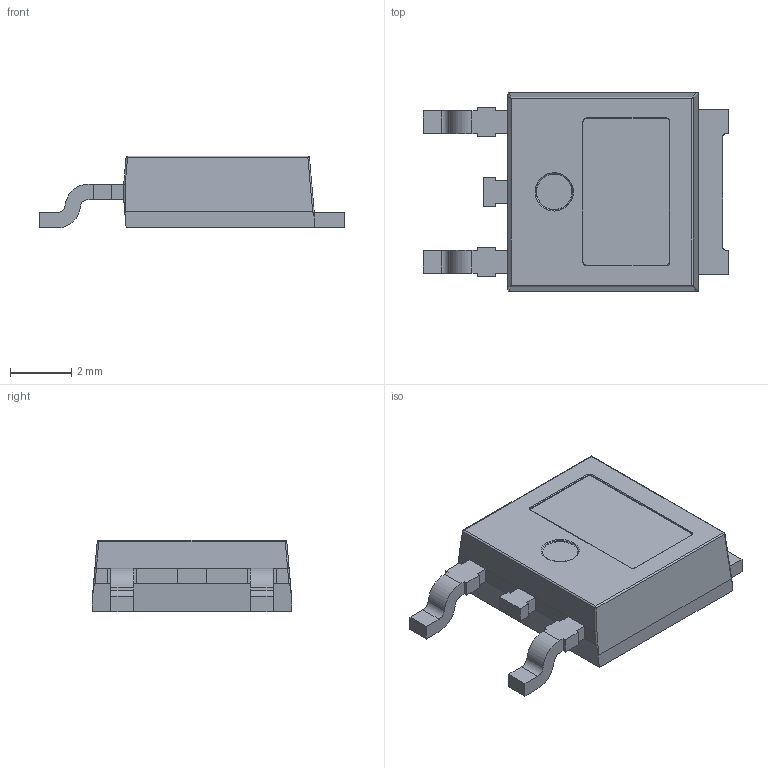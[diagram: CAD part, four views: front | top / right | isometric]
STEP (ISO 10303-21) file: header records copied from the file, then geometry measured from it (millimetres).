
FILE_DESCRIPTION(/* description */ ('Unknown'),/* implementation_level */ '2;1');
FILE_NAME(/* name */ 'TO-252-3_1',/* time_stamp */ '2024-03-19T15:33:44+02:00',/* author */ ('Unknown'),/* organization */ ('Unknown'),/* preprocessor_version */ 'ST-DEVELOPER v18.1',/* originating_system */ 'Solid Edge',/* authorisation */ 'Unknown');
FILE_SCHEMA (('AUTOMOTIVE_DESIGN {1 0 10303 214 3 1 1}'));
Length unit declared in the file: millimetre
Products named in the file (5): TO-252-3_1; TO-252_body; TO-252_heatsink; TO-252_pin_short; TO-252_pin_standart
Assembly tree (5 placements, depth 2):
  TO-252-3_1
    TO-252_body
    TO-252_heatsink
    TO-252_pin_short
    TO-252_pin_standart  x2
Bounding box: 9.98 x 6.5 x 2.35 mm (x, y, z)
Volume: 105.8 mm3; surface area: 220.6 mm2
Topology: 5 solids, 5 shells, 124 faces, 324 edges, 213 vertices
Faces by surface type: plane 88, cylinder 30, torus 6
Entity records: 3225 total; most frequent: CARTESIAN_POINT 543, DIRECTION 541, ORIENTED_EDGE 524, EDGE_CURVE 262, LINE 199, VECTOR 199, VERTEX_POINT 173, AXIS2_PLACEMENT_3D 171
